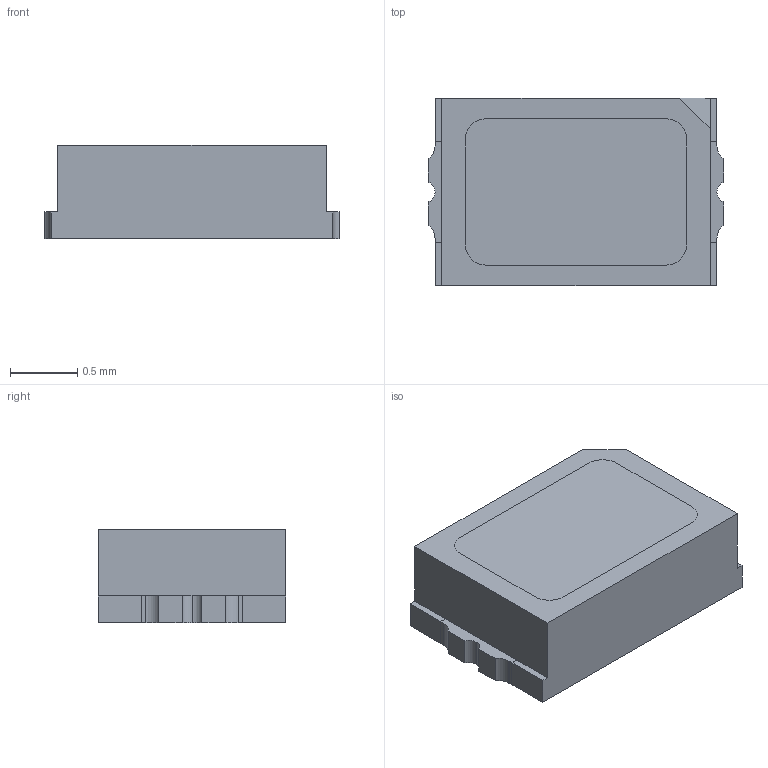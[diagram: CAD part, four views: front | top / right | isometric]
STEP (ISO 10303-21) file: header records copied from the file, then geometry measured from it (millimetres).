
FILE_DESCRIPTION (( 'STEP AP214' ), '1' );
FILE_NAME ('NxSx146A-xx.STEP', '2018-11-16T03:32:42', ( 'NICHIA' ), ( 'Microsoft' ), 'SwSTEP 2.0', 'SolidWorks 2016', '' );
FILE_SCHEMA (( 'AUTOMOTIVE_DESIGN' ));
Length unit declared in the file: millimetre
Products named in the file (3): Part1; NxSx146A-xx; Part2
Assembly tree (2 placements, depth 2):
  NxSx146A-xx
    Part1
    Part2
Bounding box: 2.2 x 1.4 x 0.7 mm (x, y, z)
Volume: 2 mm3; surface area: 14.8 mm2
Topology: 2 solids, 2 shells, 81 faces, 223 edges, 147 vertices
Faces by surface type: plane 52, cylinder 29
Entity records: 2685 total; most frequent: CARTESIAN_POINT 456, DIRECTION 453, ORIENTED_EDGE 446, EDGE_CURVE 223, LINE 165, VECTOR 165, VERTEX_POINT 147, AXIS2_PLACEMENT_3D 144
